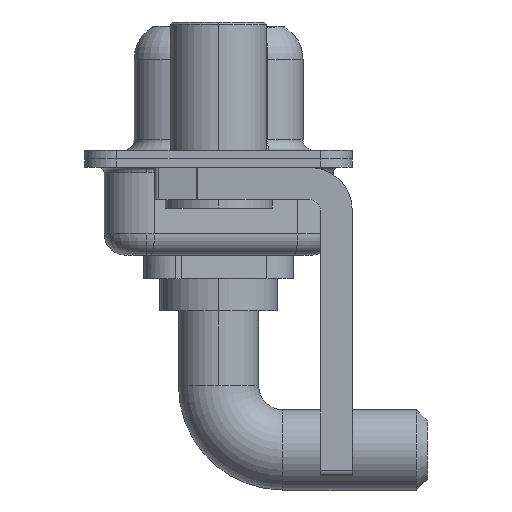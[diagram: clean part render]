
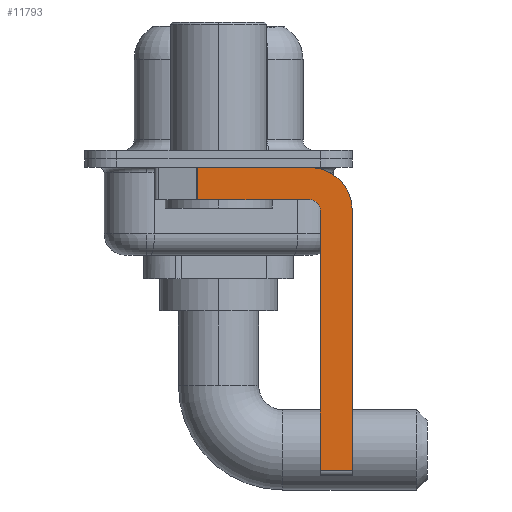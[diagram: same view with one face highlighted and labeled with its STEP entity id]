
A CAD part, left-side view. The second image highlights one B-rep face of the part: STEP entity #11793.
In plain terms, the highlighted planar face has unit normal (-1, 0, 0).
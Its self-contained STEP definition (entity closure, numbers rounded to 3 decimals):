
#431 = CARTESIAN_POINT ( 'NONE',  ( -2.9, -6.25, -14.55 ) ) ;
#448 = DIRECTION ( 'NONE',  ( 0., 0., 1. ) ) ;
#675 = CARTESIAN_POINT ( 'NONE',  ( -2.9, -4.25, -14.55 ) ) ;
#1617 = CARTESIAN_POINT ( 'NONE',  ( -2.9, -6.25, -2.4 ) ) ;
#1833 = LINE ( 'NONE', #13407, #6181 ) ;
#1870 = DIRECTION ( 'NONE',  ( 0., 0., -1. ) ) ;
#1946 = LINE ( 'NONE', #3025, #5009 ) ;
#2151 = VERTEX_POINT ( 'NONE', #14746 ) ;
#2734 = VECTOR ( 'NONE', #448, 1000. ) ;
#2748 = VECTOR ( 'NONE', #11914, 1000. ) ;
#2778 = CARTESIAN_POINT ( 'NONE',  ( -2.9, -4.75, -14.8 ) ) ;
#2974 = EDGE_CURVE ( 'NONE', #7309, #9394, #14244, .T. ) ;
#3025 = CARTESIAN_POINT ( 'NONE',  ( -2.9, 0.978, -1.9 ) ) ;
#3601 = DIRECTION ( 'NONE',  ( 0., -1., 0. ) ) ;
#3657 = PLANE ( 'NONE',  #10938 ) ;
#3706 = VERTEX_POINT ( 'NONE', #14762 ) ;
#4206 = EDGE_CURVE ( 'NONE', #3706, #8724, #10936, .T. ) ;
#4279 = EDGE_LOOP ( 'NONE', ( #10166, #6649, #11430, #9767, #5282, #10951, #12490, #13745 ) ) ;
#4284 = CIRCLE ( 'NONE', #13398, 2. ) ;
#4644 = EDGE_CURVE ( 'NONE', #7326, #7843, #8372, .T. ) ;
#4755 = FACE_OUTER_BOUND ( 'NONE', #4279, .T. ) ;
#5009 = VECTOR ( 'NONE', #1870, 1000. ) ;
#5195 = VECTOR ( 'NONE', #8856, 1000. ) ;
#5282 = ORIENTED_EDGE ( 'NONE', *, *, #4206, .F. ) ;
#5454 = AXIS2_PLACEMENT_3D ( 'NONE', #13554, #13242, #10996 ) ;
#6181 = VECTOR ( 'NONE', #8767, 1000. ) ;
#6649 = ORIENTED_EDGE ( 'NONE', *, *, #8333, .T. ) ;
#6859 = CARTESIAN_POINT ( 'NONE',  ( -2.9, -4.25, -2.4 ) ) ;
#6911 = CARTESIAN_POINT ( 'NONE',  ( -2.9, -4.25, -0.4 ) ) ;
#6924 = CIRCLE ( 'NONE', #5454, 0.5 ) ;
#7309 = VERTEX_POINT ( 'NONE', #14484 ) ;
#7326 = VERTEX_POINT ( 'NONE', #1617 ) ;
#7797 = CARTESIAN_POINT ( 'NONE',  ( -2.9, -4.75, -2.4 ) ) ;
#7843 = VERTEX_POINT ( 'NONE', #431 ) ;
#7865 = DIRECTION ( 'NONE',  ( 1., 0., 0. ) ) ;
#8333 = EDGE_CURVE ( 'NONE', #7309, #2151, #1946, .T. ) ;
#8370 = DIRECTION ( 'NONE',  ( 0., 0., -1. ) ) ;
#8372 = LINE ( 'NONE', #9447, #2748 ) ;
#8724 = VERTEX_POINT ( 'NONE', #7797 ) ;
#8767 = DIRECTION ( 'NONE',  ( 0., 1., 0. ) ) ;
#8856 = DIRECTION ( 'NONE',  ( 0., -1., 0. ) ) ;
#9394 = VERTEX_POINT ( 'NONE', #6911 ) ;
#9404 = VECTOR ( 'NONE', #3601, 1000. ) ;
#9447 = CARTESIAN_POINT ( 'NONE',  ( -2.9, -6.25, -2.4 ) ) ;
#9767 = ORIENTED_EDGE ( 'NONE', *, *, #13051, .F. ) ;
#10166 = ORIENTED_EDGE ( 'NONE', *, *, #2974, .F. ) ;
#10309 = EDGE_CURVE ( 'NONE', #9394, #7326, #4284, .T. ) ;
#10442 = VERTEX_POINT ( 'NONE', #14395 ) ;
#10520 = DIRECTION ( 'NONE',  ( 1., 0., 0. ) ) ;
#10936 = LINE ( 'NONE', #2778, #2734 ) ;
#10938 = AXIS2_PLACEMENT_3D ( 'NONE', #14154, #10520, #8370 ) ;
#10951 = ORIENTED_EDGE ( 'NONE', *, *, #14418, .T. ) ;
#10996 = DIRECTION ( 'NONE',  ( 0., 0., 1. ) ) ;
#11315 = LINE ( 'NONE', #675, #5195 ) ;
#11430 = ORIENTED_EDGE ( 'NONE', *, *, #13155, .F. ) ;
#11769 = CARTESIAN_POINT ( 'NONE',  ( -2.9, 3., -0.4 ) ) ;
#11793 = ADVANCED_FACE ( 'NONE', ( #4755 ), #3657, .F. ) ;
#11914 = DIRECTION ( 'NONE',  ( 0., 0., -1. ) ) ;
#12490 = ORIENTED_EDGE ( 'NONE', *, *, #4644, .F. ) ;
#13051 = EDGE_CURVE ( 'NONE', #8724, #10442, #6924, .T. ) ;
#13155 = EDGE_CURVE ( 'NONE', #10442, #2151, #1833, .T. ) ;
#13242 = DIRECTION ( 'NONE',  ( -1., 0., 0. ) ) ;
#13398 = AXIS2_PLACEMENT_3D ( 'NONE', #6859, #7865, #14944 ) ;
#13407 = CARTESIAN_POINT ( 'NONE',  ( -2.9, -4.25, -1.9 ) ) ;
#13554 = CARTESIAN_POINT ( 'NONE',  ( -2.9, -4.25, -2.4 ) ) ;
#13745 = ORIENTED_EDGE ( 'NONE', *, *, #10309, .F. ) ;
#14154 = CARTESIAN_POINT ( 'NONE',  ( -2.9, -4.25, -2.4 ) ) ;
#14244 = LINE ( 'NONE', #11769, #9404 ) ;
#14395 = CARTESIAN_POINT ( 'NONE',  ( -2.9, -4.25, -1.9 ) ) ;
#14418 = EDGE_CURVE ( 'NONE', #3706, #7843, #11315, .T. ) ;
#14484 = CARTESIAN_POINT ( 'NONE',  ( -2.9, 0.978, -0.4 ) ) ;
#14746 = CARTESIAN_POINT ( 'NONE',  ( -2.9, 0.978, -1.9 ) ) ;
#14762 = CARTESIAN_POINT ( 'NONE',  ( -2.9, -4.75, -14.55 ) ) ;
#14944 = DIRECTION ( 'NONE',  ( 0., 0., -1. ) ) ;
